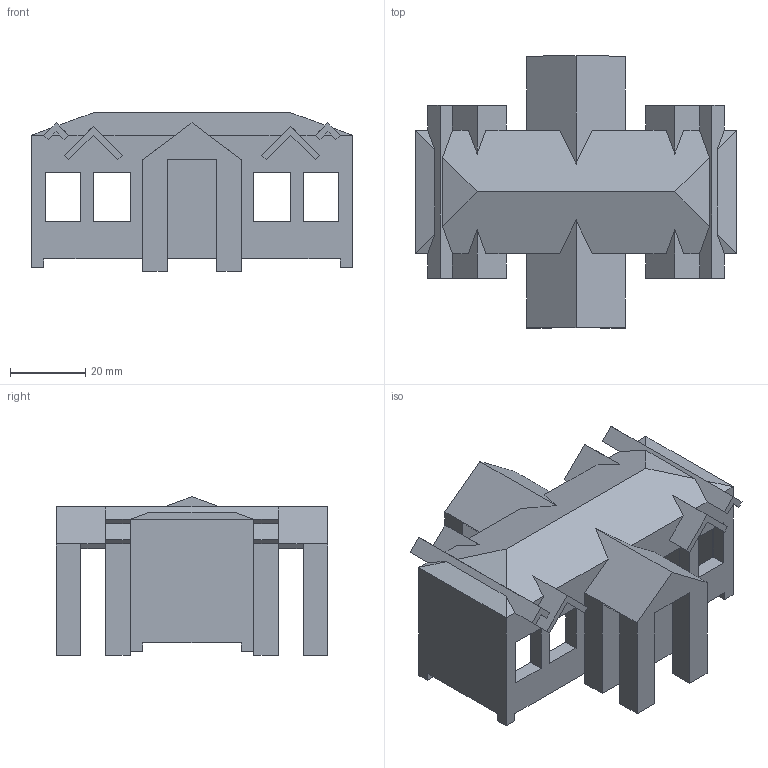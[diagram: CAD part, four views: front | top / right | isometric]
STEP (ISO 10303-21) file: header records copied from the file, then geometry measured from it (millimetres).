
FILE_DESCRIPTION(/* description */ (''),/* implementation_level */ '2;1');
FILE_NAME(/* name */ 'amtrack station final.step',/* time_stamp */ '2023-10-27T16:34:07-07:00',/* author */ (''),/* organization */ (''),/* preprocessor_version */ 'ST-DEVELOPER v20',/* originating_system */ 'Autodesk Translation Framework v12.14.0.127',/* authorisation */ '');
FILE_SCHEMA (('AUTOMOTIVE_DESIGN { 1 0 10303 214 3 1 1 }'));
Length unit declared in the file: millimetre
Products named in the file (1): amtrack station
Bounding box: 85.55 x 72.39 x 42.18 mm (x, y, z)
Volume: 55059.6 mm3; surface area: 31365.8 mm2
Topology: 1 solids, 1 shells, 211 faces, 601 edges, 390 vertices
Faces by surface type: plane 211
Entity records: 6744 total; most frequent: CARTESIAN_POINT 1203, ORIENTED_EDGE 1202, DIRECTION 1025, LINE 601, VECTOR 601, EDGE_CURVE 601, VERTEX_POINT 390, EDGE_LOOP 225
